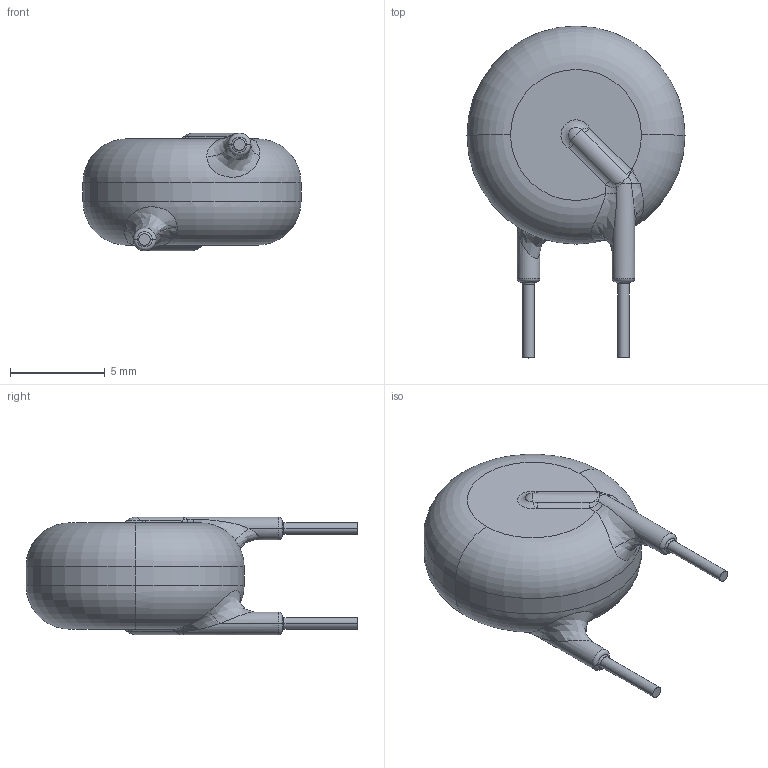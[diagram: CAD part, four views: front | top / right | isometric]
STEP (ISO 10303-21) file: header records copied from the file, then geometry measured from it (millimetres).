
FILE_DESCRIPTION((''),'2;1');
FILE_NAME('RNTC-DISK_P5X5_D11-5_TH6','2019-02-12T',('Dragos'),(''),'PRO/ENGINEER BY PARAMETRIC TECHNOLOGY CORPORATION, 2004440','PRO/ENGINEER BY PARAMETRIC TECHNOLOGY CORPORATION, 2004440','');
FILE_SCHEMA(('AUTOMOTIVE_DESIGN { 1 0 10303 214 1 1 1 1 }'));
Length unit declared in the file: millimetre
Products named in the file (1): RNTC-DISK_P5X5_D11-5_TH6
Bounding box: 11.5 x 17.5 x 6.2 mm (x, y, z)
Volume: 522.4 mm3; surface area: 377.2 mm2
Topology: 1 solids, 5 shells, 62 faces, 162 edges, 116 vertices
Faces by surface type: bspline 20, cylinder 18, torus 14, plane 8, sphere 2
Entity records: 3408 total; most frequent: CARTESIAN_POINT 1399, ORIENTED_EDGE 282, DIRECTION 244, PRESENTATION_STYLE_ASSIGNMENT 172, STYLED_ITEM 166, CURVE_STYLE 161, EDGE_CURVE 148, AXIS2_PLACEMENT_3D 103
